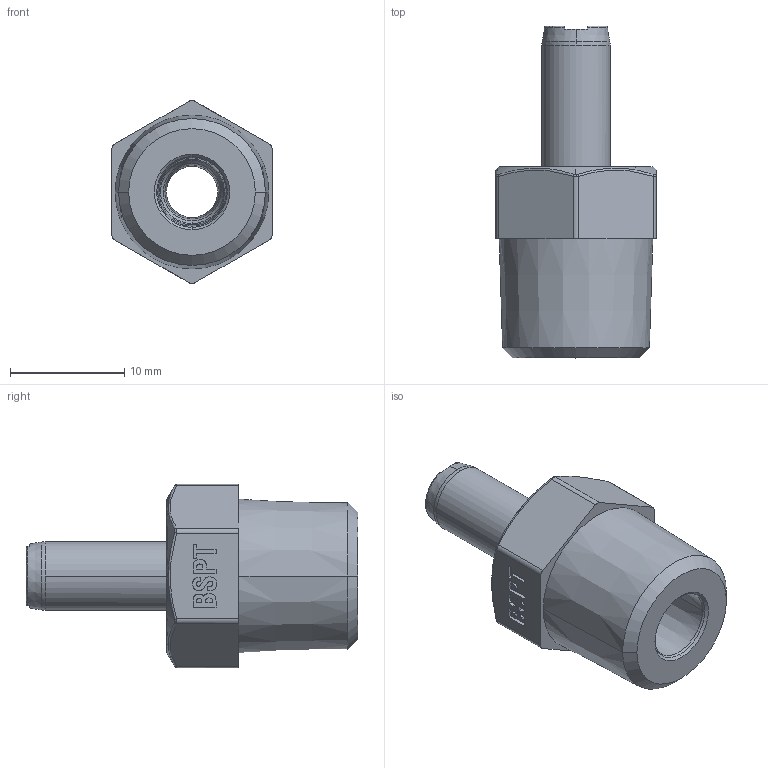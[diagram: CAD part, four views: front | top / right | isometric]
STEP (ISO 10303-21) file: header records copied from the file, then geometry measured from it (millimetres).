
FILE_DESCRIPTION(('STEP AP214'),'1');
FILE_NAME('6821_06_13.stp','2016-07-07T14:44:30',('TraceParts'),('TraceParts S.A.'),'Spatial InterOp 3D',' ',' ');
FILE_SCHEMA(('automotive_design'));
Length unit declared in the file: millimetre
Products named in the file (1): Solide1
Bounding box: 14 x 29 x 16.01 mm (x, y, z)
Volume: 1964 mm3; surface area: 1839.4 mm2
Topology: 1 solids, 1 shells, 188 faces, 508 edges, 335 vertices
Faces by surface type: plane 74, bspline 66, cylinder 18, cone 16, torus 14
Entity records: 8817 total; most frequent: CARTESIAN_POINT 2760, ORIENTED_EDGE 1016, DIRECTION 851, EDGE_CURVE 508, VERTEX_POINT 335, AXIS2_PLACEMENT_3D 304, LINE 243, VECTOR 243
